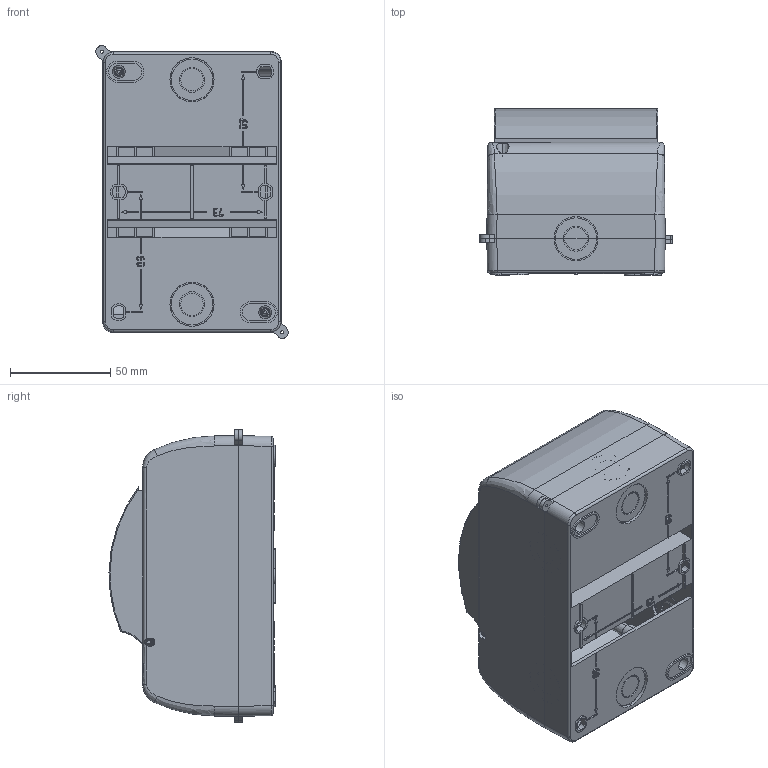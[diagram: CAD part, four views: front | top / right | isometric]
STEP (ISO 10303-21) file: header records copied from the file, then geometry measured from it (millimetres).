
FILE_DESCRIPTION (( 'STEP AP203' ), '1' );
FILE_NAME ('MKP42-N-04-30-12 Áîêñ ñ ïðîçð.êðûøêîé ÊÌÏí 2_4 äëÿ 4-õ àâò.âûêë.íàðóæí.óñò..STEP', '2017-07-28T14:07:05', ( '' ), ( '' ), 'SwSTEP 2.0', 'SolidWorks 2014', '' );
FILE_SCHEMA (( 'CONFIG_CONTROL_DESIGN' ));
Products named in the file (2): MKP42-N-04-30-12 Áîêñ ñ ïðîçð.êðûøêîé ÊÌÏí 2_4 äëÿ 4-õ àâò.âûêë.íàðóæí.óñò.
Bounding box: 96 x 82.84 x 146 mm (x, y, z)
Volume: 117623.4 mm3; surface area: 130471.6 mm2
Topology: 5 solids, 5 shells, 1234 faces, 3386 edges, 2225 vertices
Faces by surface type: plane 683, bspline 212, cylinder 205, cone 102, torus 28, sphere 4
Entity records: 46132 total; most frequent: CARTESIAN_POINT 16211, ORIENTED_EDGE 6764, DIRECTION 5371, EDGE_CURVE 3382, VERTEX_POINT 2225, VECTOR 1965, LINE 1965, AXIS2_PLACEMENT_3D 1703
